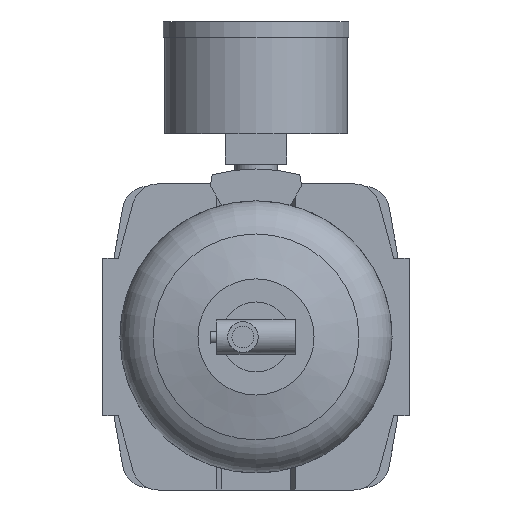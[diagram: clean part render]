
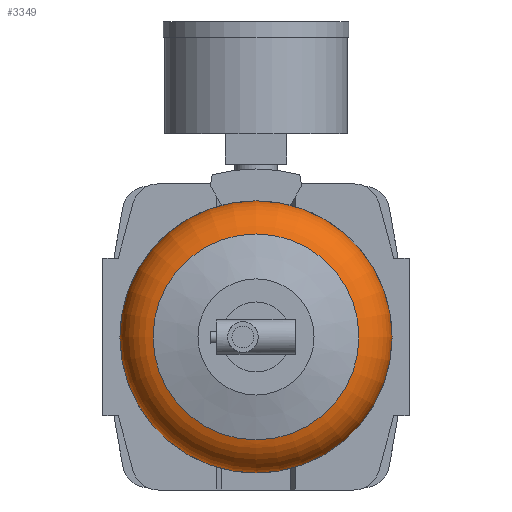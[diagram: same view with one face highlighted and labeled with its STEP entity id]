
A CAD part, front view. The second image highlights one B-rep face of the part: STEP entity #3349.
In plain terms, the highlighted toroidal (fillet/blend) face has major radius 20.9 mm and minor radius 10.2 mm.
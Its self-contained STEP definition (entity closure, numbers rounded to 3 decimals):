
#22=TOROIDAL_SURFACE('',#3625,20.9,10.2);
#954=ORIENTED_EDGE('',*,*,#1839,.T.);
#955=ORIENTED_EDGE('',*,*,#1841,.F.);
#1839=EDGE_CURVE('',#2291,#2291,#2579,.T.);
#1841=EDGE_CURVE('',#2292,#2292,#2581,.T.);
#2291=VERTEX_POINT('',#5069);
#2292=VERTEX_POINT('',#5073);
#2579=CIRCLE('',#3623,31.1);
#2581=CIRCLE('',#3626,23.54);
#2717=EDGE_LOOP('',(#954));
#2718=EDGE_LOOP('',(#955));
#2968=FACE_BOUND('',#2717,.T.);
#2969=FACE_BOUND('',#2718,.T.);
#3349=ADVANCED_FACE('',(#2968,#2969),#22,.T.);
#3623=AXIS2_PLACEMENT_3D('',#5068,#4054,#4055);
#3625=AXIS2_PLACEMENT_3D('',#5071,#4058,#4059);
#3626=AXIS2_PLACEMENT_3D('',#5072,#4060,#4061);
#4054=DIRECTION('',(0.,-1.,0.));
#4055=DIRECTION('',(0.,0.,-1.));
#4058=DIRECTION('',(0.,-1.,0.));
#4059=DIRECTION('',(0.,0.,-1.));
#4060=DIRECTION('',(0.,-1.,0.));
#4061=DIRECTION('',(0.,0.,-1.));
#5068=CARTESIAN_POINT('',(0.,-121.498,0.));
#5069=CARTESIAN_POINT('',(0.,-121.498,-31.1));
#5071=CARTESIAN_POINT('',(0.,-121.498,0.));
#5072=CARTESIAN_POINT('',(0.,-131.351,0.));
#5073=CARTESIAN_POINT('',(0.,-131.351,-23.54));
